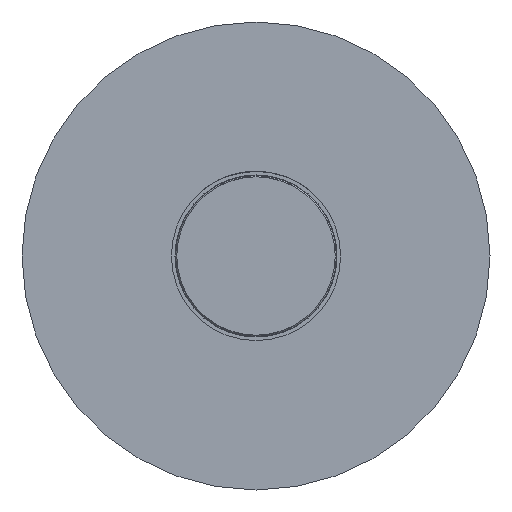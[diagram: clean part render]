
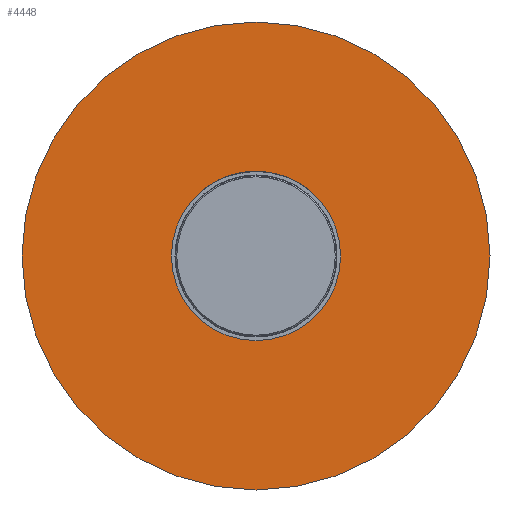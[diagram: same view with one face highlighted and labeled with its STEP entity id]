
A CAD part, front view. The second image highlights one B-rep face of the part: STEP entity #4448.
In plain terms, the highlighted planar face has unit normal (0, -1, 0).
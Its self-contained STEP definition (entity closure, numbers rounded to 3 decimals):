
#40 = ORIENTED_EDGE ( 'NONE', *, *, #860, .F. ) ;
#209 = CIRCLE ( 'NONE', #1502, 2. ) ;
#352 = DIRECTION ( 'NONE',  ( 0., 1., 0. ) ) ;
#426 = AXIS2_PLACEMENT_3D ( 'NONE', #2032, #3497, #2770 ) ;
#601 = DIRECTION ( 'NONE',  ( 0., 1., 0. ) ) ;
#603 = AXIS2_PLACEMENT_3D ( 'NONE', #2170, #1426, #4820 ) ;
#860 = EDGE_CURVE ( 'Defeature ausgef�hrt1_20+Defeature ausgef�hrt1_21+Defeature ausgef�hrt1_21+Defeature ausgef�hrt1_21', #1508, #2565, #2805, .T. ) ;
#1106 = CIRCLE ( 'NONE', #1906, 6.5 ) ;
#1199 = EDGE_CURVE ( 'Defeature ausgef�hrt1_20+Defeature ausgef�hrt1_21+Defeature ausgef�hrt1_21+Defeature ausgef�hrt1_21', #2565, #1508, #1106, .T. ) ;
#1397 = EDGE_CURVE ( 'Defeature ausgef�hrt1_21+Defeature ausgef�hrt1_28+Defeature ausgef�hrt1_28+Defeature ausgef�hrt1_28', #2141, #4833, #209, .T. ) ;
#1426 = DIRECTION ( 'NONE',  ( 0., 1., 0. ) ) ;
#1466 = CARTESIAN_POINT ( 'NONE',  ( 0., 36.5, -2. ) ) ;
#1474 = FACE_BOUND ( 'NONE', #3341, .T. ) ;
#1502 = AXIS2_PLACEMENT_3D ( 'NONE', #2559, #352, #2927 ) ;
#1508 = VERTEX_POINT ( 'NONE', #3015 ) ;
#1729 = CARTESIAN_POINT ( 'NONE',  ( 0., 36.5, 6.5 ) ) ;
#1906 = AXIS2_PLACEMENT_3D ( 'NONE', #2104, #601, #3240 ) ;
#2032 = CARTESIAN_POINT ( 'NONE',  ( -6.5, 36.5, 0. ) ) ;
#2104 = CARTESIAN_POINT ( 'NONE',  ( 0., 36.5, 0. ) ) ;
#2141 = VERTEX_POINT ( 'NONE', #1466 ) ;
#2170 = CARTESIAN_POINT ( 'NONE',  ( 0., 36.5, 0. ) ) ;
#2332 = DIRECTION ( 'NONE',  ( 0., 0., -1. ) ) ;
#2354 = FACE_OUTER_BOUND ( 'NONE', #4798, .T. ) ;
#2394 = EDGE_CURVE ( 'Defeature ausgef�hrt1_21+Defeature ausgef�hrt1_28+Defeature ausgef�hrt1_28+Defeature ausgef�hrt1_28', #4833, #2141, #4775, .T. ) ;
#2513 = ORIENTED_EDGE ( 'NONE', *, *, #2394, .T. ) ;
#2520 = ORIENTED_EDGE ( 'NONE', *, *, #1397, .T. ) ;
#2559 = CARTESIAN_POINT ( 'NONE',  ( 0., 36.5, 0. ) ) ;
#2565 = VERTEX_POINT ( 'NONE', #1729 ) ;
#2609 = ORIENTED_EDGE ( 'NONE', *, *, #1199, .F. ) ;
#2759 = DIRECTION ( 'NONE',  ( 0., 1., 0. ) ) ;
#2770 = DIRECTION ( 'NONE',  ( 0., 0., -1. ) ) ;
#2805 = CIRCLE ( 'NONE', #603, 6.5 ) ;
#2927 = DIRECTION ( 'NONE',  ( 0., 0., -1. ) ) ;
#3015 = CARTESIAN_POINT ( 'NONE',  ( 0., 36.5, -6.5 ) ) ;
#3019 = CARTESIAN_POINT ( 'NONE',  ( 0., 36.5, 2. ) ) ;
#3084 = PLANE ( 'NONE',  #426 ) ;
#3240 = DIRECTION ( 'NONE',  ( 0., 0., -1. ) ) ;
#3341 = EDGE_LOOP ( 'NONE', ( #2520, #2513 ) ) ;
#3497 = DIRECTION ( 'NONE',  ( 0., 1., 0. ) ) ;
#3844 = AXIS2_PLACEMENT_3D ( 'NONE', #3909, #2759, #2332 ) ;
#3909 = CARTESIAN_POINT ( 'NONE',  ( 0., 36.5, 0. ) ) ;
#4448 = ADVANCED_FACE ( 'Defeature ausgef�hrt1_21', ( #2354, #1474 ), #3084, .F. ) ;
#4775 = CIRCLE ( 'NONE', #3844, 2. ) ;
#4798 = EDGE_LOOP ( 'NONE', ( #40, #2609 ) ) ;
#4820 = DIRECTION ( 'NONE',  ( 0., 0., -1. ) ) ;
#4833 = VERTEX_POINT ( 'NONE', #3019 ) ;
